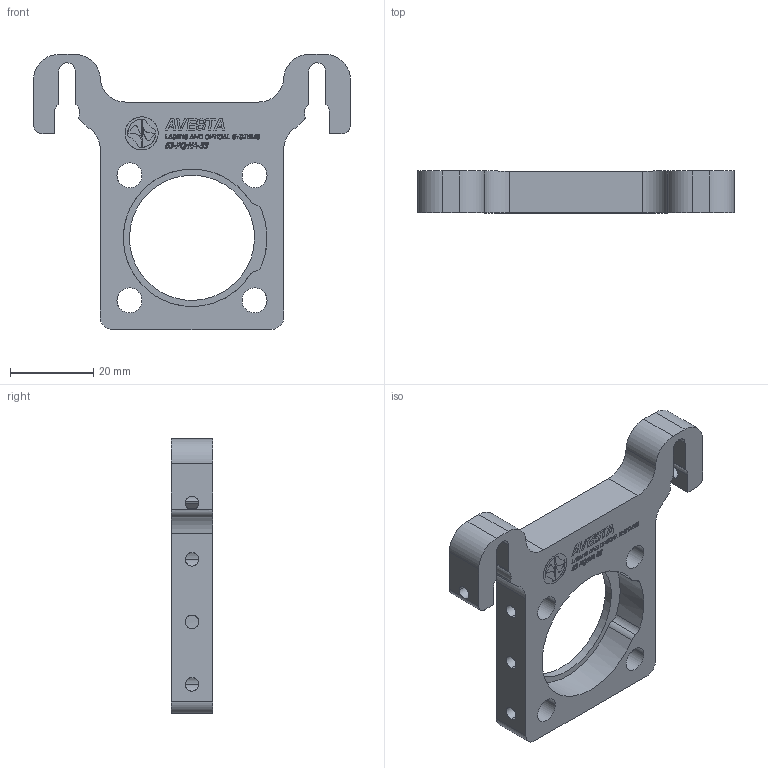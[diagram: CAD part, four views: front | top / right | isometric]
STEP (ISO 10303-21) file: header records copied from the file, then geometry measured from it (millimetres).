
FILE_DESCRIPTION(/* description */ (''),/* implementation_level */ '2;1');
FILE_NAME(/* name */ '63-PQrNA-33',/* time_stamp */ '2025-07-01T17:20:32+03:00',/* author */ (''),/* organization */ (''),/* preprocessor_version */ 'ST-DEVELOPER v16.5',/* originating_system */ 'Rhino 7.34',/* authorisation */ '');
FILE_SCHEMA (('AUTOMOTIVE_DESIGN'));
Length unit declared in the file: millimetre
Products named in the file (1): Document
Bounding box: 76 x 10 x 66 mm (x, y, z)
Volume: 18348.8 mm3; surface area: 9428.8 mm2
Topology: 1 solids, 1 shells, 825 faces, 2331 edges, 1559 vertices
Faces by surface type: plane 363, cylinder 357, bspline 105
Entity records: 24611 total; most frequent: CARTESIAN_POINT 9533, ORIENTED_EDGE 4662, EDGE_CURVE 2331, B_SPLINE_CURVE_WITH_KNOTS 1611, VERTEX_POINT 1559, EDGE_LOOP 900, ADVANCED_FACE 825, FACE_OUTER_BOUND 825
